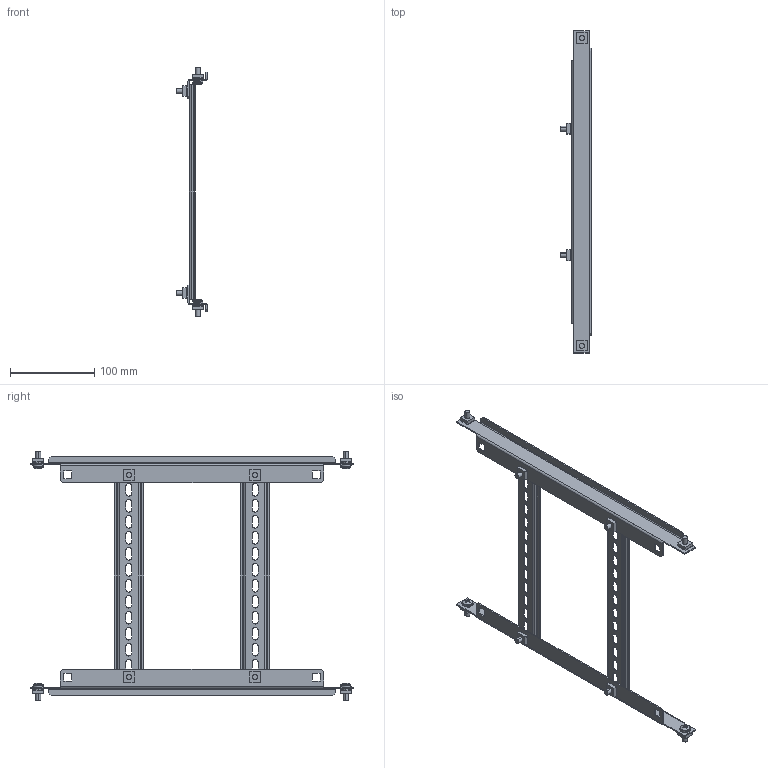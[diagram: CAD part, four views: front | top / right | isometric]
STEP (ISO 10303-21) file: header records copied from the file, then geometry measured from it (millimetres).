
FILE_DESCRIPTION (( 'STEP AP214' ), '1' );
FILE_NAME ('Ðàìà ñ äèí-ðåéêàìè äëÿ 40.32.22 Ãðàíèò EKF PROxima.STEP', '2022-06-28T07:20:23', ( '' ), ( '' ), 'SwSTEP 2.0', 'SolidWorks 2021', '' );
FILE_SCHEMA (( 'AUTOMOTIVE_DESIGN' ));
Length unit declared in the file: millimetre
Products named in the file (5): ﾌﾈ-2453.06.00.001 ﾍ瑜粱 400; DIN-ðåéêà 255ìì_L=260; Ðàìà ñ äèí-ðåéêàìè äëÿ 40.32.22  Ãðàíèò EKF PROxima; Ãàéêà êóçîâíàÿ Ì6; pan head cross recess screw_din_DIN EN ISO 7045 - M6 x 16 - Z - 16N
Assembly tree (20 placements, depth 2):
  Ðàìà ñ äèí-ðåéêàìè äëÿ 40.32.22  Ãðàíèò EKF PROxima
    ﾌﾈ-2453.06.00.001 ﾍ瑜粱 400  x2
    Ãàéêà êóçîâíàÿ Ì6  x8
    pan head cross recess screw_din_DIN EN ISO 7045 - M6 x 16 - Z - 16N  x8
    DIN-ðåéêà 255ìì_L=260  x2
Bounding box: 36 x 383 x 296 mm (x, y, z)
Volume: 82692.7 mm3; surface area: 125636.4 mm2
Topology: 20 solids, 20 shells, 856 faces, 2232 edges, 1408 vertices
Faces by surface type: plane 536, cylinder 224, cone 48, torus 32, sphere 16
Entity records: 7028 total; most frequent: CARTESIAN_POINT 1264, DIRECTION 1154, ORIENTED_EDGE 1136, EDGE_CURVE 568, LINE 400, VECTOR 400, AXIS2_PLACEMENT_3D 377, VERTEX_POINT 359
